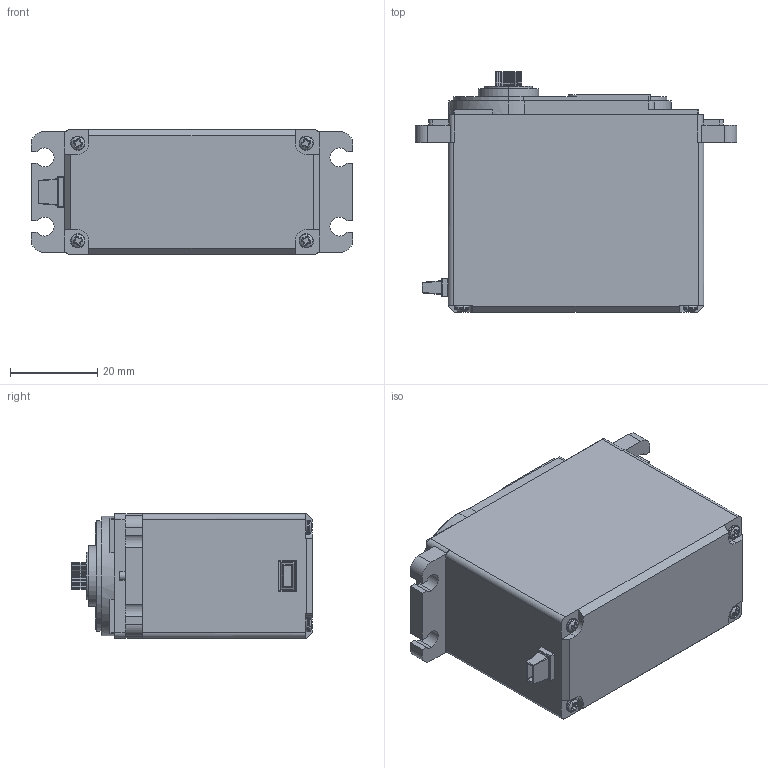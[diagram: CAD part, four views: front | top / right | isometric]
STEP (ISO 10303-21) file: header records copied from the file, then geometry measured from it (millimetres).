
FILE_DESCRIPTION (( 'STEP AP203' ), '1' );
FILE_NAME ('HS-788HB.STEP', '2018-09-24T15:45:52', ( '' ), ( '' ), 'SwSTEP 2.0', 'SolidWorks 2016', '' );
FILE_SCHEMA (( 'CONFIG_CONTROL_DESIGN' ));
Length unit declared in the file: millimetre
Products named in the file (1): HS-788HB
Bounding box: 73.84 x 55.22 x 28.55 mm (x, y, z)
Volume: 82804.7 mm3; surface area: 13186.9 mm2
Topology: 1 solids, 1 shells, 493 faces, 1376 edges, 885 vertices
Faces by surface type: plane 214, cylinder 199, bspline 24, sphere 20, cone 20, torus 16
Entity records: 16198 total; most frequent: CARTESIAN_POINT 3631, ORIENTED_EDGE 2728, DIRECTION 2611, EDGE_CURVE 1364, AXIS2_PLACEMENT_3D 953, VERTEX_POINT 885, LINE 705, VECTOR 705
